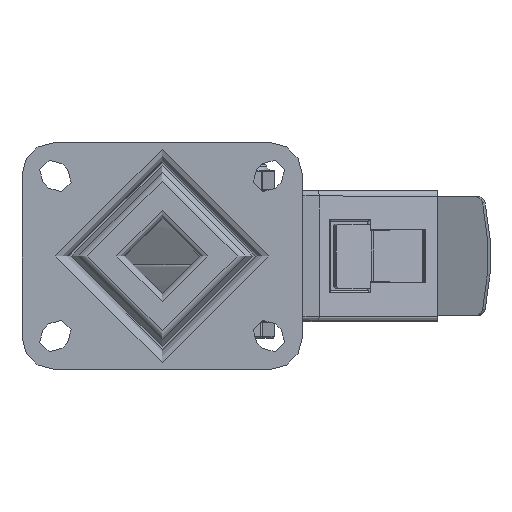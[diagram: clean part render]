
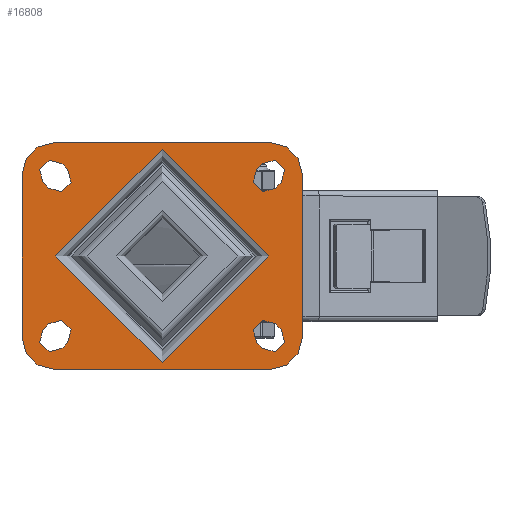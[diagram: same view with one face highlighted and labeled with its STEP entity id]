
A CAD part, top view. The second image highlights one B-rep face of the part: STEP entity #16808.
In plain terms, the highlighted planar face has unit normal (0, 0, 1).
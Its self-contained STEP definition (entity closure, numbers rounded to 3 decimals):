
#1091=FACE_BOUND('',#2799,.T.);
#1092=FACE_BOUND('',#2800,.T.);
#1093=FACE_BOUND('',#2801,.T.);
#1094=FACE_BOUND('',#2802,.T.);
#1095=FACE_BOUND('',#2803,.T.);
#1276=PLANE('',#18092);
#1827=FACE_OUTER_BOUND('',#2798,.T.);
#2798=EDGE_LOOP('',(#12306,#12307,#12308,#12309,#12310,#12311,#12312,#12313));
#2799=EDGE_LOOP('',(#12314));
#2800=EDGE_LOOP('',(#12315,#12316,#12317,#12318));
#2801=EDGE_LOOP('',(#12319,#12320,#12321,#12322));
#2802=EDGE_LOOP('',(#12323,#12324,#12325,#12326));
#2803=EDGE_LOOP('',(#12327,#12328,#12329,#12330));
#4055=LINE('',#23918,#5565);
#4056=LINE('',#23919,#5566);
#4057=LINE('',#23920,#5567);
#4058=LINE('',#23921,#5568);
#4059=LINE('',#23922,#5569);
#4060=LINE('',#23923,#5570);
#4061=LINE('',#23924,#5571);
#4062=LINE('',#23925,#5572);
#4063=LINE('',#23926,#5573);
#4064=LINE('',#23927,#5574);
#4065=LINE('',#23928,#5575);
#4066=LINE('',#23929,#5576);
#5565=VECTOR('',#19975,1000.);
#5566=VECTOR('',#19976,1000.);
#5567=VECTOR('',#19977,1000.);
#5568=VECTOR('',#19978,1000.);
#5569=VECTOR('',#19979,1000.);
#5570=VECTOR('',#19980,1000.);
#5571=VECTOR('',#19981,1000.);
#5572=VECTOR('',#19982,1000.);
#5573=VECTOR('',#19983,1000.);
#5574=VECTOR('',#19984,1000.);
#5575=VECTOR('',#19985,1000.);
#5576=VECTOR('',#19986,1000.);
#6698=CIRCLE('',#17788,5.);
#6701=CIRCLE('',#17792,5.);
#6702=CIRCLE('',#17794,5.);
#6705=CIRCLE('',#17798,5.);
#6706=CIRCLE('',#17800,5.);
#6709=CIRCLE('',#17804,5.);
#6710=CIRCLE('',#17806,5.);
#6713=CIRCLE('',#17810,5.);
#6715=CIRCLE('',#17813,12.);
#6717=CIRCLE('',#17816,12.);
#6719=CIRCLE('',#17819,12.);
#6721=CIRCLE('',#17822,12.);
#6730=CIRCLE('',#17836,40.);
#7115=VERTEX_POINT('',#22886);
#7116=VERTEX_POINT('',#22887);
#7121=VERTEX_POINT('',#22898);
#7122=VERTEX_POINT('',#22900);
#7123=VERTEX_POINT('',#22904);
#7124=VERTEX_POINT('',#22905);
#7129=VERTEX_POINT('',#22916);
#7130=VERTEX_POINT('',#22918);
#7131=VERTEX_POINT('',#22922);
#7132=VERTEX_POINT('',#22923);
#7137=VERTEX_POINT('',#22934);
#7138=VERTEX_POINT('',#22936);
#7139=VERTEX_POINT('',#22940);
#7140=VERTEX_POINT('',#22941);
#7145=VERTEX_POINT('',#22952);
#7146=VERTEX_POINT('',#22954);
#7149=VERTEX_POINT('',#22961);
#7150=VERTEX_POINT('',#22963);
#7153=VERTEX_POINT('',#22970);
#7154=VERTEX_POINT('',#22972);
#7157=VERTEX_POINT('',#22979);
#7158=VERTEX_POINT('',#22981);
#7161=VERTEX_POINT('',#22988);
#7162=VERTEX_POINT('',#22990);
#7169=VERTEX_POINT('',#23014);
#8782=EDGE_CURVE('',#7115,#7116,#6698,.T.);
#8788=EDGE_CURVE('',#7121,#7122,#6701,.T.);
#8790=EDGE_CURVE('',#7123,#7124,#6702,.T.);
#8796=EDGE_CURVE('',#7129,#7130,#6705,.T.);
#8798=EDGE_CURVE('',#7131,#7132,#6706,.T.);
#8804=EDGE_CURVE('',#7137,#7138,#6709,.T.);
#8806=EDGE_CURVE('',#7139,#7140,#6710,.T.);
#8812=EDGE_CURVE('',#7145,#7146,#6713,.T.);
#8816=EDGE_CURVE('',#7149,#7150,#6715,.T.);
#8820=EDGE_CURVE('',#7153,#7154,#6717,.T.);
#8824=EDGE_CURVE('',#7157,#7158,#6719,.T.);
#8828=EDGE_CURVE('',#7161,#7162,#6721,.T.);
#8840=EDGE_CURVE('',#7169,#7169,#6730,.T.);
#9296=EDGE_CURVE('',#7158,#7161,#4055,.T.);
#9297=EDGE_CURVE('',#7154,#7157,#4056,.T.);
#9298=EDGE_CURVE('',#7150,#7153,#4057,.T.);
#9299=EDGE_CURVE('',#7162,#7149,#4058,.T.);
#9300=EDGE_CURVE('',#7140,#7145,#4059,.T.);
#9301=EDGE_CURVE('',#7146,#7139,#4060,.T.);
#9302=EDGE_CURVE('',#7132,#7137,#4061,.T.);
#9303=EDGE_CURVE('',#7138,#7131,#4062,.T.);
#9304=EDGE_CURVE('',#7124,#7129,#4063,.T.);
#9305=EDGE_CURVE('',#7130,#7123,#4064,.T.);
#9306=EDGE_CURVE('',#7116,#7121,#4065,.T.);
#9307=EDGE_CURVE('',#7122,#7115,#4066,.T.);
#12306=ORIENTED_EDGE('',*,*,#8828,.F.);
#12307=ORIENTED_EDGE('',*,*,#9296,.F.);
#12308=ORIENTED_EDGE('',*,*,#8824,.F.);
#12309=ORIENTED_EDGE('',*,*,#9297,.F.);
#12310=ORIENTED_EDGE('',*,*,#8820,.F.);
#12311=ORIENTED_EDGE('',*,*,#9298,.F.);
#12312=ORIENTED_EDGE('',*,*,#8816,.F.);
#12313=ORIENTED_EDGE('',*,*,#9299,.F.);
#12314=ORIENTED_EDGE('',*,*,#8840,.F.);
#12315=ORIENTED_EDGE('',*,*,#8812,.F.);
#12316=ORIENTED_EDGE('',*,*,#9300,.F.);
#12317=ORIENTED_EDGE('',*,*,#8806,.F.);
#12318=ORIENTED_EDGE('',*,*,#9301,.F.);
#12319=ORIENTED_EDGE('',*,*,#8804,.F.);
#12320=ORIENTED_EDGE('',*,*,#9302,.F.);
#12321=ORIENTED_EDGE('',*,*,#8798,.F.);
#12322=ORIENTED_EDGE('',*,*,#9303,.F.);
#12323=ORIENTED_EDGE('',*,*,#8796,.F.);
#12324=ORIENTED_EDGE('',*,*,#9304,.F.);
#12325=ORIENTED_EDGE('',*,*,#8790,.F.);
#12326=ORIENTED_EDGE('',*,*,#9305,.F.);
#12327=ORIENTED_EDGE('',*,*,#8788,.F.);
#12328=ORIENTED_EDGE('',*,*,#9306,.F.);
#12329=ORIENTED_EDGE('',*,*,#8782,.F.);
#12330=ORIENTED_EDGE('',*,*,#9307,.F.);
#16808=ADVANCED_FACE('',(#1827,#1091,#1092,#1093,#1094,#1095),#1276,.T.);
#17788=AXIS2_PLACEMENT_3D('',#22888,#18988,#18989);
#17792=AXIS2_PLACEMENT_3D('',#22901,#18999,#19000);
#17794=AXIS2_PLACEMENT_3D('',#22906,#19004,#19005);
#17798=AXIS2_PLACEMENT_3D('',#22919,#19015,#19016);
#17800=AXIS2_PLACEMENT_3D('',#22924,#19020,#19021);
#17804=AXIS2_PLACEMENT_3D('',#22937,#19031,#19032);
#17806=AXIS2_PLACEMENT_3D('',#22942,#19036,#19037);
#17810=AXIS2_PLACEMENT_3D('',#22955,#19047,#19048);
#17813=AXIS2_PLACEMENT_3D('',#22964,#19055,#19056);
#17816=AXIS2_PLACEMENT_3D('',#22973,#19063,#19064);
#17819=AXIS2_PLACEMENT_3D('',#22982,#19071,#19072);
#17822=AXIS2_PLACEMENT_3D('',#22991,#19079,#19080);
#17836=AXIS2_PLACEMENT_3D('',#23015,#19110,#19111);
#18092=AXIS2_PLACEMENT_3D('',#23917,#19973,#19974);
#18988=DIRECTION('center_axis',(0.,0.,1.));
#18989=DIRECTION('ref_axis',(-1.,0.,0.));
#18999=DIRECTION('center_axis',(0.,0.,1.));
#19000=DIRECTION('ref_axis',(-1.,0.,0.));
#19004=DIRECTION('center_axis',(0.,0.,1.));
#19005=DIRECTION('ref_axis',(-1.,0.,0.));
#19015=DIRECTION('center_axis',(0.,0.,1.));
#19016=DIRECTION('ref_axis',(-1.,0.,0.));
#19020=DIRECTION('center_axis',(0.,0.,1.));
#19021=DIRECTION('ref_axis',(1.,0.,0.));
#19031=DIRECTION('center_axis',(0.,0.,1.));
#19032=DIRECTION('ref_axis',(1.,0.,0.));
#19036=DIRECTION('center_axis',(0.,0.,1.));
#19037=DIRECTION('ref_axis',(1.,0.,0.));
#19047=DIRECTION('center_axis',(0.,0.,1.));
#19048=DIRECTION('ref_axis',(1.,0.,0.));
#19055=DIRECTION('center_axis',(0.,0.,-1.));
#19056=DIRECTION('ref_axis',(-0.707,0.707,0.));
#19063=DIRECTION('center_axis',(0.,0.,-1.));
#19064=DIRECTION('ref_axis',(0.707,0.707,0.));
#19071=DIRECTION('center_axis',(0.,0.,-1.));
#19072=DIRECTION('ref_axis',(0.707,-0.707,0.));
#19079=DIRECTION('center_axis',(0.,0.,-1.));
#19080=DIRECTION('ref_axis',(-0.707,-0.707,0.));
#19110=DIRECTION('center_axis',(0.,0.,1.));
#19111=DIRECTION('ref_axis',(1.,0.,0.));
#19973=DIRECTION('center_axis',(0.,0.,1.));
#19974=DIRECTION('ref_axis',(1.,0.,0.));
#19975=DIRECTION('',(-1.,0.,0.));
#19976=DIRECTION('',(0.,-1.,0.));
#19977=DIRECTION('',(1.,0.,0.));
#19978=DIRECTION('',(0.,1.,0.));
#19979=DIRECTION('',(0.707,-0.707,0.));
#19980=DIRECTION('',(-0.707,0.707,0.));
#19981=DIRECTION('',(0.707,0.707,0.));
#19982=DIRECTION('',(-0.707,-0.707,0.));
#19983=DIRECTION('',(-0.707,-0.707,0.));
#19984=DIRECTION('',(0.707,0.707,0.));
#19985=DIRECTION('',(-0.707,0.707,0.));
#19986=DIRECTION('',(0.707,-0.707,0.));
#22886=CARTESIAN_POINT('',(37.525,-34.596,2.5));
#22887=CARTESIAN_POINT('',(44.596,-27.525,2.5));
#22888=CARTESIAN_POINT('Origin',(41.061,-31.061,2.5));
#22898=CARTESIAN_POINT('',(42.475,-25.404,2.5));
#22900=CARTESIAN_POINT('',(35.404,-32.475,2.5));
#22901=CARTESIAN_POINT('Origin',(38.939,-28.939,2.5));
#22904=CARTESIAN_POINT('',(44.596,27.525,2.5));
#22905=CARTESIAN_POINT('',(37.525,34.596,2.5));
#22906=CARTESIAN_POINT('Origin',(41.061,31.061,2.5));
#22916=CARTESIAN_POINT('',(35.404,32.475,2.5));
#22918=CARTESIAN_POINT('',(42.475,25.404,2.5));
#22919=CARTESIAN_POINT('Origin',(38.939,28.939,2.5));
#22922=CARTESIAN_POINT('',(-44.596,-27.525,2.5));
#22923=CARTESIAN_POINT('',(-37.525,-34.596,2.5));
#22924=CARTESIAN_POINT('Origin',(-41.061,-31.061,2.5));
#22934=CARTESIAN_POINT('',(-35.404,-32.475,2.5));
#22936=CARTESIAN_POINT('',(-42.475,-25.404,2.5));
#22937=CARTESIAN_POINT('Origin',(-38.939,-28.939,2.5));
#22940=CARTESIAN_POINT('',(-37.525,34.596,2.5));
#22941=CARTESIAN_POINT('',(-44.596,27.525,2.5));
#22942=CARTESIAN_POINT('Origin',(-41.061,31.061,2.5));
#22952=CARTESIAN_POINT('',(-42.475,25.404,2.5));
#22954=CARTESIAN_POINT('',(-35.404,32.475,2.5));
#22955=CARTESIAN_POINT('Origin',(-38.939,28.939,2.5));
#22961=CARTESIAN_POINT('',(-52.5,30.5,2.5));
#22963=CARTESIAN_POINT('',(-40.5,42.5,2.5));
#22964=CARTESIAN_POINT('Origin',(-40.5,30.5,2.5));
#22970=CARTESIAN_POINT('',(40.5,42.5,2.5));
#22972=CARTESIAN_POINT('',(52.5,30.5,2.5));
#22973=CARTESIAN_POINT('Origin',(40.5,30.5,2.5));
#22979=CARTESIAN_POINT('',(52.5,-30.5,2.5));
#22981=CARTESIAN_POINT('',(40.5,-42.5,2.5));
#22982=CARTESIAN_POINT('Origin',(40.5,-30.5,2.5));
#22988=CARTESIAN_POINT('',(-40.5,-42.5,2.5));
#22990=CARTESIAN_POINT('',(-52.5,-30.5,2.5));
#22991=CARTESIAN_POINT('Origin',(-40.5,-30.5,2.5));
#23014=CARTESIAN_POINT('',(40.,0.,2.5));
#23015=CARTESIAN_POINT('Origin',(0.,0.,2.5));
#23917=CARTESIAN_POINT('Origin',(0.,0.,2.5));
#23918=CARTESIAN_POINT('',(52.5,-42.5,2.5));
#23919=CARTESIAN_POINT('',(52.5,42.5,2.5));
#23920=CARTESIAN_POINT('',(-52.5,42.5,2.5));
#23921=CARTESIAN_POINT('',(-52.5,-42.5,2.5));
#23922=CARTESIAN_POINT('',(-44.596,27.525,2.5));
#23923=CARTESIAN_POINT('',(-37.525,34.596,2.5));
#23924=CARTESIAN_POINT('',(-37.525,-34.596,2.5));
#23925=CARTESIAN_POINT('',(-44.596,-27.525,2.5));
#23926=CARTESIAN_POINT('',(37.525,34.596,2.5));
#23927=CARTESIAN_POINT('',(44.596,27.525,2.5));
#23928=CARTESIAN_POINT('',(44.596,-27.525,2.5));
#23929=CARTESIAN_POINT('',(37.525,-34.596,2.5));
